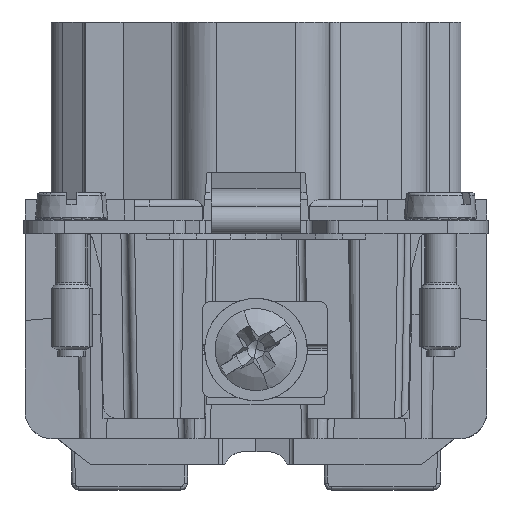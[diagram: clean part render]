
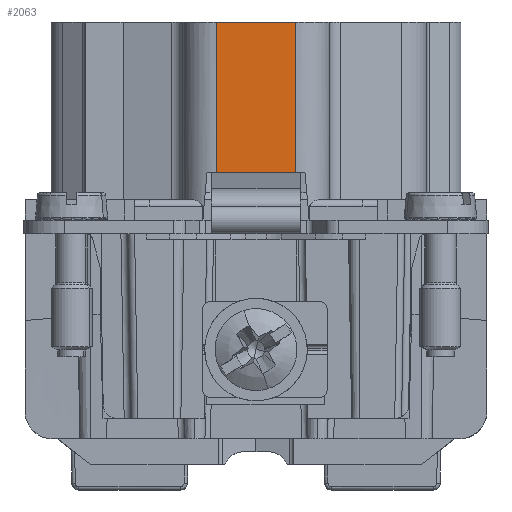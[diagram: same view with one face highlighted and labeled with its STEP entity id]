
A CAD part, front view. The second image highlights one B-rep face of the part: STEP entity #2063.
In plain terms, the highlighted planar face has unit normal (0, -1, 0).
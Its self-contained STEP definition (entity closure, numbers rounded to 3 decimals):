
#2043=AXIS2_PLACEMENT_3D('Plane Axis2P3D',#2040,#2041,#2042) ;
#203=CARTESIAN_POINT('Vertex',(14.1,2.745,34.25)) ;
#206=CARTESIAN_POINT('Line Origine',(17.,2.745,34.25)) ;
#210=CARTESIAN_POINT('Vertex',(19.9,2.745,34.25)) ;
#2008=CARTESIAN_POINT('Line Origine',(19.9,2.745,27.15)) ;
#2012=CARTESIAN_POINT('Vertex',(19.9,2.745,23.25)) ;
#2040=CARTESIAN_POINT('Axis2P3D Location',(19.9,2.745,21.25)) ;
#2045=CARTESIAN_POINT('Line Origine',(17.,2.745,23.25)) ;
#2049=CARTESIAN_POINT('Vertex',(14.1,2.745,23.25)) ;
#2052=CARTESIAN_POINT('Line Origine',(14.1,2.745,28.75)) ;
#207=DIRECTION('Vector Direction',(-1.,0.,0.)) ;
#2009=DIRECTION('Vector Direction',(0.,0.,1.)) ;
#2041=DIRECTION('Axis2P3D Direction',(0.,1.,0.)) ;
#2042=DIRECTION('Axis2P3D XDirection',(-1.,0.,0.)) ;
#2046=DIRECTION('Vector Direction',(-1.,0.,0.)) ;
#2053=DIRECTION('Vector Direction',(0.,0.,1.)) ;
#208=VECTOR('Line Direction',#207,1.) ;
#2010=VECTOR('Line Direction',#2009,1.) ;
#2047=VECTOR('Line Direction',#2046,1.) ;
#2054=VECTOR('Line Direction',#2053,1.) ;
#2058=ORIENTED_EDGE('',*,*,#2051,.F.) ;
#2059=ORIENTED_EDGE('',*,*,#2014,.T.) ;
#2060=ORIENTED_EDGE('',*,*,#212,.F.) ;
#2061=ORIENTED_EDGE('',*,*,#2056,.F.) ;
#2063=ADVANCED_FACE('Hauptk\X2\00F6\X0\rper',(#2062),#2044,.F.) ;
#212=EDGE_CURVE('',#204,#211,#209,.F.) ;
#2014=EDGE_CURVE('',#2013,#211,#2011,.T.) ;
#2051=EDGE_CURVE('',#2013,#2050,#2048,.T.) ;
#2056=EDGE_CURVE('',#2050,#204,#2055,.T.) ;
#2057=EDGE_LOOP('',(#2058,#2059,#2060,#2061)) ;
#2062=FACE_OUTER_BOUND('',#2057,.T.) ;
#209=LINE('Line',#206,#208) ;
#2011=LINE('Line',#2008,#2010) ;
#2048=LINE('Line',#2045,#2047) ;
#2055=LINE('Line',#2052,#2054) ;
#2044=PLANE('',#2043) ;
#204=VERTEX_POINT('',#203) ;
#211=VERTEX_POINT('',#210) ;
#2013=VERTEX_POINT('',#2012) ;
#2050=VERTEX_POINT('',#2049) ;
